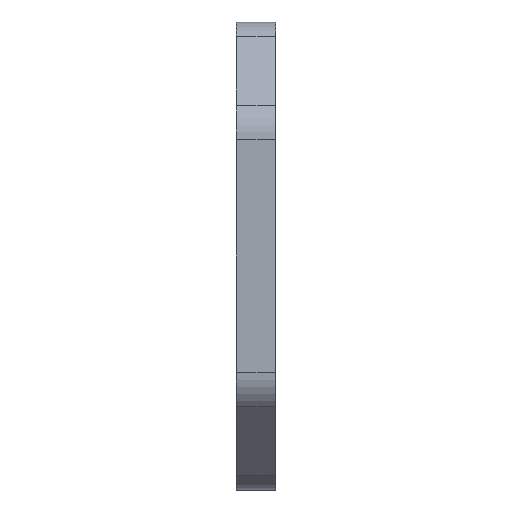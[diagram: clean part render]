
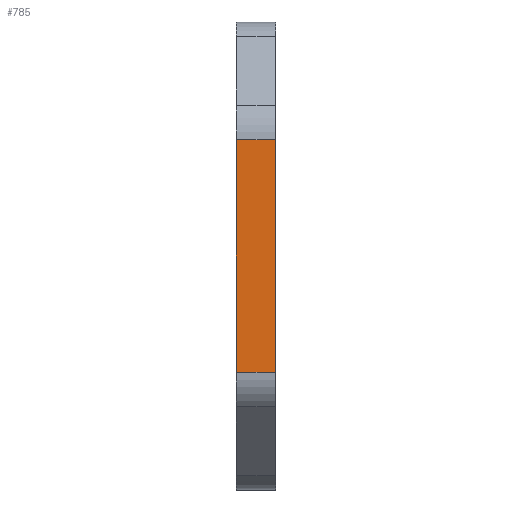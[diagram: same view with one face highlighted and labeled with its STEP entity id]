
A CAD part, left-side view. The second image highlights one B-rep face of the part: STEP entity #785.
In plain terms, the highlighted planar face has unit normal (-1, 0, 0).
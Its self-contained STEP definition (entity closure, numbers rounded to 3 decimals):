
#34=PLANE('',#872);
#71=FACE_OUTER_BOUND('',#114,.T.);
#114=EDGE_LOOP('',(#657,#658,#659,#660));
#139=LINE('',#1157,#217);
#199=LINE('',#1324,#277);
#200=LINE('',#1327,#278);
#201=LINE('',#1328,#279);
#217=VECTOR('',#919,10.);
#277=VECTOR('',#1081,10.);
#278=VECTOR('',#1084,10.);
#279=VECTOR('',#1085,10.);
#336=VERTEX_POINT('',#1154);
#337=VERTEX_POINT('',#1156);
#393=VERTEX_POINT('',#1322);
#394=VERTEX_POINT('',#1326);
#414=EDGE_CURVE('',#336,#337,#139,.T.);
#500=EDGE_CURVE('',#393,#336,#199,.T.);
#501=EDGE_CURVE('',#394,#393,#200,.T.);
#502=EDGE_CURVE('',#337,#394,#201,.T.);
#657=ORIENTED_EDGE('',*,*,#500,.F.);
#658=ORIENTED_EDGE('',*,*,#501,.F.);
#659=ORIENTED_EDGE('',*,*,#502,.F.);
#660=ORIENTED_EDGE('',*,*,#414,.F.);
#785=ADVANCED_FACE('',(#71),#34,.T.);
#872=AXIS2_PLACEMENT_3D('',#1325,#1082,#1083);
#919=DIRECTION('',(0.,0.,1.));
#1081=DIRECTION('',(0.,1.,0.));
#1082=DIRECTION('center_axis',(-1.,0.,0.));
#1083=DIRECTION('ref_axis',(0.,0.,1.));
#1084=DIRECTION('',(0.,0.,-1.));
#1085=DIRECTION('',(0.,-1.,0.));
#1154=CARTESIAN_POINT('',(-28.5,-19.5,-20.164));
#1156=CARTESIAN_POINT('',(-28.5,-19.5,-8.236));
#1157=CARTESIAN_POINT('',(-28.5,-19.5,-7.2));
#1322=CARTESIAN_POINT('',(-28.5,-21.5,-20.164));
#1324=CARTESIAN_POINT('',(-28.5,-21.5,-20.164));
#1325=CARTESIAN_POINT('Origin',(-28.5,-21.5,-21.2));
#1326=CARTESIAN_POINT('',(-28.5,-21.5,-8.236));
#1327=CARTESIAN_POINT('',(-28.5,-21.5,-7.2));
#1328=CARTESIAN_POINT('',(-28.5,-21.5,-8.236));
